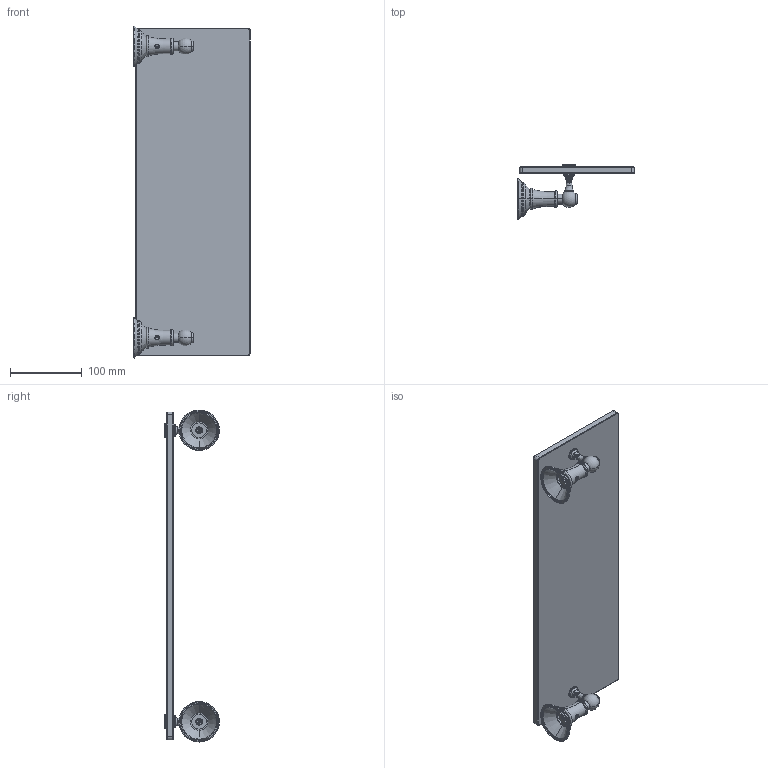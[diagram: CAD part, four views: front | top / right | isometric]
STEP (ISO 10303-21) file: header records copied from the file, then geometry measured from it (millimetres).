
FILE_DESCRIPTION((''),'2;1');
FILE_NAME('5434T-18_ASM','2019-08-08T11:03:28',('jinson.thomas'),(''),'CREO PARAMETRIC BY PTC INC, 2018400','CREO PARAMETRIC BY PTC INC, 2018400','');
FILE_SCHEMA(('CONFIG_CONTROL_DESIGN'));
Products named in the file (7): 11591; 2-652_ASM; 40709; 40712; 40748; 4534T_18TSCL; 5434T-18_ASM
Assembly tree (10 placements, depth 3):
  5434T-18_ASM
    2-652_ASM  x2
      11591
    40709  x2
    40712  x2
    40748  x2
    4534T_18TSCL
Bounding box: 162.5 x 76.54 x 462.96 mm (x, y, z)
Volume: 750394.6 mm3; surface area: 191147.8 mm2
Topology: 9 solids, 9 shells, 1022 faces, 2670 edges, 1684 vertices
Faces by surface type: plane 350, cylinder 330, cone 144, bspline 110, torus 76, sphere 8, revolution 4
Entity records: 26046 total; most frequent: CARTESIAN_POINT 13760, ORIENTED_EDGE 2742, DIRECTION 2248, EDGE_CURVE 1371, AXIS2_PLACEMENT_3D 902, VERTEX_POINT 866, EDGE_LOOP 555, FACE_OUTER_BOUND 530
